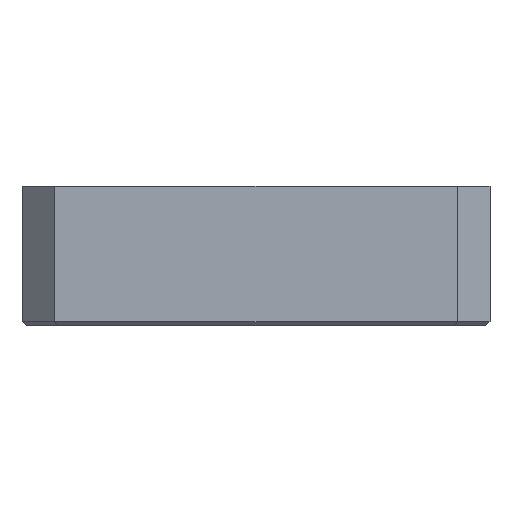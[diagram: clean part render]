
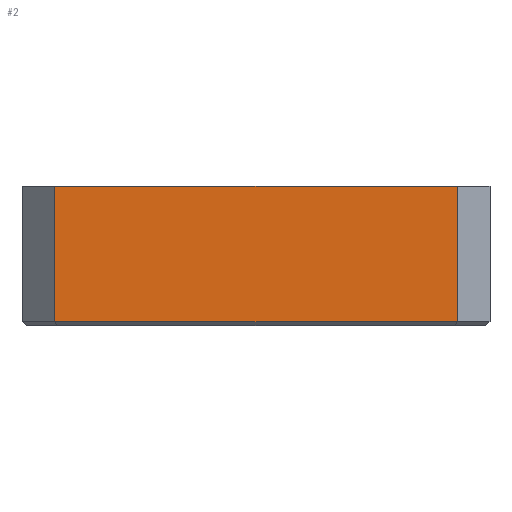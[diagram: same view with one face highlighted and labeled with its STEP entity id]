
A CAD part, front view. The second image highlights one B-rep face of the part: STEP entity #2.
In plain terms, the highlighted planar face has unit normal (0, -1, 0).
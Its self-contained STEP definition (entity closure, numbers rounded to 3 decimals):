
#2 = ADVANCED_FACE ( 'NONE', ( #1781 ), #179, .F. ) ;
#19 = DIRECTION ( 'NONE',  ( 1., 0., 0. ) ) ;
#29 = CARTESIAN_POINT ( 'NONE',  ( 12.25, -23.25, -17. ) ) ;
#162 = VECTOR ( 'NONE', #727, 1000. ) ;
#171 = DIRECTION ( 'NONE',  ( 0., 1., 0. ) ) ;
#179 = PLANE ( 'NONE',  #938 ) ;
#204 = VECTOR ( 'NONE', #858, 1000. ) ;
#291 = DIRECTION ( 'NONE',  ( 1., 0., 0. ) ) ;
#384 = VERTEX_POINT ( 'NONE', #1834 ) ;
#418 = ORIENTED_EDGE ( 'NONE', *, *, #596, .T. ) ;
#455 = LINE ( 'NONE', #599, #204 ) ;
#457 = CARTESIAN_POINT ( 'NONE',  ( 14.25, -23.25, -17. ) ) ;
#489 = EDGE_CURVE ( 'NONE', #1589, #1483, #1009, .T. ) ;
#540 = VECTOR ( 'NONE', #291, 1000. ) ;
#596 = EDGE_CURVE ( 'NONE', #1483, #384, #1014, .T. ) ;
#599 = CARTESIAN_POINT ( 'NONE',  ( -12.25, -23.25, -17. ) ) ;
#604 = CARTESIAN_POINT ( 'NONE',  ( 12.25, -23.25, -16.75 ) ) ;
#608 = CARTESIAN_POINT ( 'NONE',  ( 12.25, -23.25, -16.75 ) ) ;
#654 = VERTEX_POINT ( 'NONE', #1610 ) ;
#669 = EDGE_CURVE ( 'NONE', #384, #654, #1598, .T. ) ;
#727 = DIRECTION ( 'NONE',  ( -1., 0., 0. ) ) ;
#761 = EDGE_LOOP ( 'NONE', ( #975, #887, #418, #1424 ) ) ;
#858 = DIRECTION ( 'NONE',  ( 0., 0., -1. ) ) ;
#887 = ORIENTED_EDGE ( 'NONE', *, *, #489, .T. ) ;
#894 = CARTESIAN_POINT ( 'NONE',  ( 14.25, -23.25, -8.5 ) ) ;
#919 = CARTESIAN_POINT ( 'NONE',  ( -12.25, -23.25, -16.75 ) ) ;
#938 = AXIS2_PLACEMENT_3D ( 'NONE', #457, #171, #19 ) ;
#966 = VECTOR ( 'NONE', #1456, 1000. ) ;
#975 = ORIENTED_EDGE ( 'NONE', *, *, #1428, .T. ) ;
#1009 = LINE ( 'NONE', #604, #540 ) ;
#1014 = LINE ( 'NONE', #29, #966 ) ;
#1424 = ORIENTED_EDGE ( 'NONE', *, *, #669, .T. ) ;
#1428 = EDGE_CURVE ( 'NONE', #654, #1589, #455, .T. ) ;
#1456 = DIRECTION ( 'NONE',  ( 0., 0., 1. ) ) ;
#1483 = VERTEX_POINT ( 'NONE', #608 ) ;
#1589 = VERTEX_POINT ( 'NONE', #919 ) ;
#1598 = LINE ( 'NONE', #894, #162 ) ;
#1610 = CARTESIAN_POINT ( 'NONE',  ( -12.25, -23.25, -8.5 ) ) ;
#1781 = FACE_OUTER_BOUND ( 'NONE', #761, .T. ) ;
#1834 = CARTESIAN_POINT ( 'NONE',  ( 12.25, -23.25, -8.5 ) ) ;
